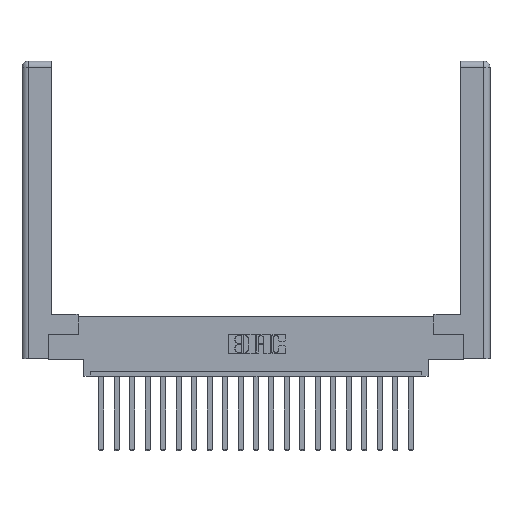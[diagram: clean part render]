
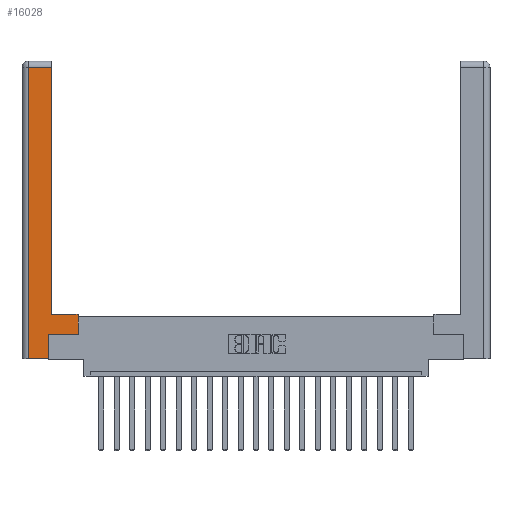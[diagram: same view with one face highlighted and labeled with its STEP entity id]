
A CAD part, top view. The second image highlights one B-rep face of the part: STEP entity #16028.
In plain terms, the highlighted planar face has unit normal (0, 0, 1).
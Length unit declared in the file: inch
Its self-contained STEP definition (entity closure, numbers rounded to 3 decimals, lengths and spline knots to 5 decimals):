
#187 = DIRECTION ( 'NONE',  ( 0., -1., 0. ) ) ;
#513 = LINE ( 'NONE', #9708, #17184 ) ;
#689 = CARTESIAN_POINT ( 'NONE',  ( 0.0615, 2.94, 0. ) ) ;
#966 = CARTESIAN_POINT ( 'NONE',  ( 0.265, 0.245, 0. ) ) ;
#1811 = EDGE_CURVE ( 'NONE', #4473, #3131, #18863, .T. ) ;
#2002 = EDGE_CURVE ( 'NONE', #18460, #6484, #17359, .T. ) ;
#2074 = EDGE_LOOP ( 'NONE', ( #19206, #8504, #7403, #5890, #3287, #2245, #8749, #20593 ) ) ;
#2245 = ORIENTED_EDGE ( 'NONE', *, *, #1811, .T. ) ;
#2300 = DIRECTION ( 'NONE',  ( 0., 1., 0. ) ) ;
#2441 = VERTEX_POINT ( 'NONE', #17869 ) ;
#2460 = CARTESIAN_POINT ( 'NONE',  ( 0.0615, 2.94, 0. ) ) ;
#2973 = VECTOR ( 'NONE', #2300, 39.37008 ) ;
#3131 = VERTEX_POINT ( 'NONE', #6217 ) ;
#3287 = ORIENTED_EDGE ( 'NONE', *, *, #11712, .T. ) ;
#3572 = CARTESIAN_POINT ( 'NONE',  ( 0.295, 0.45, 0. ) ) ;
#3589 = EDGE_CURVE ( 'NONE', #8360, #18460, #18031, .T. ) ;
#3604 = CARTESIAN_POINT ( 'NONE',  ( 0.0615, 0., 0. ) ) ;
#3663 = DIRECTION ( 'NONE',  ( -1., 0., 0. ) ) ;
#3803 = DIRECTION ( 'NONE',  ( 1., 0., 0. ) ) ;
#4473 = VERTEX_POINT ( 'NONE', #966 ) ;
#4879 = VERTEX_POINT ( 'NONE', #13481 ) ;
#5890 = ORIENTED_EDGE ( 'NONE', *, *, #18945, .T. ) ;
#6217 = CARTESIAN_POINT ( 'NONE',  ( 0.565, 0.245, 0. ) ) ;
#6484 = VERTEX_POINT ( 'NONE', #10768 ) ;
#7403 = ORIENTED_EDGE ( 'NONE', *, *, #15911, .T. ) ;
#7650 = VECTOR ( 'NONE', #17460, 39.37008 ) ;
#7659 = CARTESIAN_POINT ( 'NONE',  ( 0.265, 0.245, 0. ) ) ;
#8021 = DIRECTION ( 'NONE',  ( 1., 0., 0. ) ) ;
#8360 = VERTEX_POINT ( 'NONE', #12568 ) ;
#8504 = ORIENTED_EDGE ( 'NONE', *, *, #11185, .T. ) ;
#8582 = CARTESIAN_POINT ( 'NONE',  ( 0.295, 0.45, 0. ) ) ;
#8749 = ORIENTED_EDGE ( 'NONE', *, *, #18891, .T. ) ;
#9708 = CARTESIAN_POINT ( 'NONE',  ( 0.565, 0.45, 0. ) ) ;
#10349 = CARTESIAN_POINT ( 'NONE',  ( 0.295, 3., 0. ) ) ;
#10433 = DIRECTION ( 'NONE',  ( -1., 0., 0. ) ) ;
#10438 = LINE ( 'NONE', #689, #18513 ) ;
#10768 = CARTESIAN_POINT ( 'NONE',  ( 0.295, 2.94, 0. ) ) ;
#11185 = EDGE_CURVE ( 'NONE', #6484, #19364, #10438, .T. ) ;
#11203 = CARTESIAN_POINT ( 'NONE',  ( 0.265, 0., 0. ) ) ;
#11712 = EDGE_CURVE ( 'NONE', #4879, #4473, #11939, .T. ) ;
#11939 = LINE ( 'NONE', #7659, #7650 ) ;
#12568 = CARTESIAN_POINT ( 'NONE',  ( 0.565, 0.45, 0. ) ) ;
#12945 = DIRECTION ( 'NONE',  ( 0., 1., 0. ) ) ;
#13039 = CARTESIAN_POINT ( 'NONE',  ( 0.565, 0.245, 0. ) ) ;
#13306 = AXIS2_PLACEMENT_3D ( 'NONE', #16836, #13387, #3663 ) ;
#13356 = LINE ( 'NONE', #11203, #14353 ) ;
#13387 = DIRECTION ( 'NONE',  ( 0., 0., -1. ) ) ;
#13481 = CARTESIAN_POINT ( 'NONE',  ( 0.265, 0., 0. ) ) ;
#13592 = PLANE ( 'NONE',  #13306 ) ;
#14353 = VECTOR ( 'NONE', #8021, 39.37008 ) ;
#15041 = VECTOR ( 'NONE', #187, 39.37008 ) ;
#15911 = EDGE_CURVE ( 'NONE', #19364, #2441, #18826, .T. ) ;
#16028 = ADVANCED_FACE ( 'NONE', ( #18317 ), #13592, .F. ) ;
#16836 = CARTESIAN_POINT ( 'NONE',  ( 0., 0., 0. ) ) ;
#17027 = VECTOR ( 'NONE', #17881, 39.37008 ) ;
#17128 = VECTOR ( 'NONE', #3803, 39.37008 ) ;
#17184 = VECTOR ( 'NONE', #12945, 39.37008 ) ;
#17359 = LINE ( 'NONE', #10349, #2973 ) ;
#17460 = DIRECTION ( 'NONE',  ( 0., 1., 0. ) ) ;
#17869 = CARTESIAN_POINT ( 'NONE',  ( 0.0615, 0., 0. ) ) ;
#17881 = DIRECTION ( 'NONE',  ( -1., 0., 0. ) ) ;
#18031 = LINE ( 'NONE', #3572, #17027 ) ;
#18317 = FACE_OUTER_BOUND ( 'NONE', #2074, .T. ) ;
#18460 = VERTEX_POINT ( 'NONE', #8582 ) ;
#18513 = VECTOR ( 'NONE', #10433, 39.37008 ) ;
#18826 = LINE ( 'NONE', #3604, #15041 ) ;
#18863 = LINE ( 'NONE', #13039, #17128 ) ;
#18891 = EDGE_CURVE ( 'NONE', #3131, #8360, #513, .T. ) ;
#18945 = EDGE_CURVE ( 'NONE', #2441, #4879, #13356, .T. ) ;
#19206 = ORIENTED_EDGE ( 'NONE', *, *, #2002, .T. ) ;
#19364 = VERTEX_POINT ( 'NONE', #2460 ) ;
#20593 = ORIENTED_EDGE ( 'NONE', *, *, #3589, .T. ) ;
